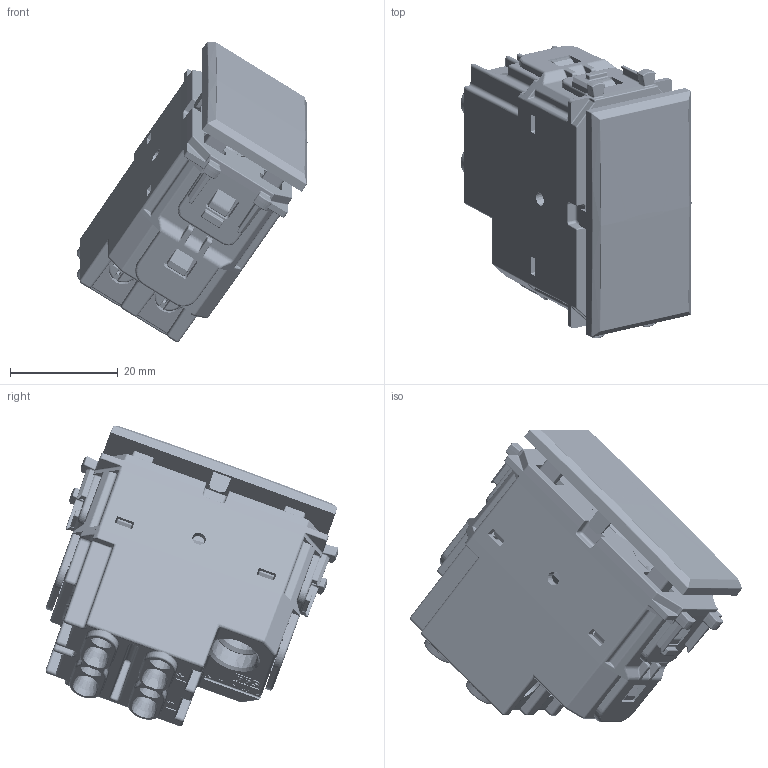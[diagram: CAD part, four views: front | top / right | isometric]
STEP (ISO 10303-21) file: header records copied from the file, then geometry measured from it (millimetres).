
FILE_DESCRIPTION(('CATIA V5 STEP Exchange'),'2;1');
FILE_NAME('442010AS.stp','2024-01-24T11:07:43+00:00',('none'),('none'),'CATIA Version 5-6 Release 2016 SP6','CATIA V5 STEP AP203','none');
FILE_SCHEMA(('CONFIG_CONTROL_DESIGN'));
Length unit declared in the file: millimetre
Products named in the file (1): 442010AS
Assembly tree (20 placements, depth 2):
  442010AS
    #57
    #2297
    #50171
    #63422
    #105066
    #142372
    #219033
    #245480
    #287462  x4
    #289375  x4
    #290293  x2
    #291769  x2
Bounding box: 42.85 x 54.36 x 55.76 mm (x, y, z)
Volume: 19944.6 mm3; surface area: 33334.2 mm2
Topology: 23 solids, 23 shells, 7265 faces, 18270 edges, 10453 vertices
Faces by surface type: cylinder 2766, plane 2271, bspline 1312, sphere 473, cone 249, torus 188, revolution 4, extrusion 2
Entity records: 293426 total; most frequent: CARTESIAN_POINT 154665, ORIENTED_EDGE 33416, DIRECTION 19802, EDGE_CURVE 16708, VERTEX_POINT 9826, AXIS2_PLACEMENT_3D 7758, VECTOR 7078, LINE 7076
